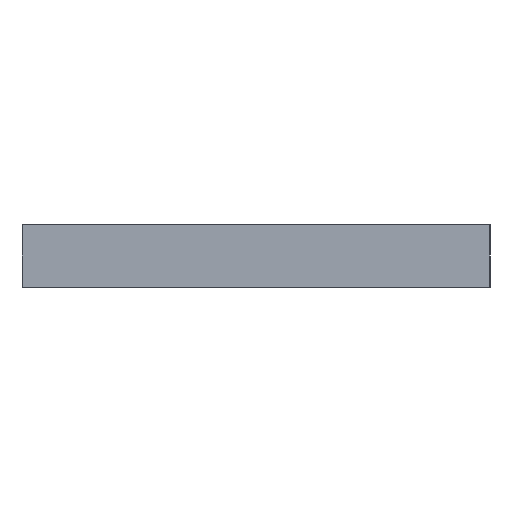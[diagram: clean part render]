
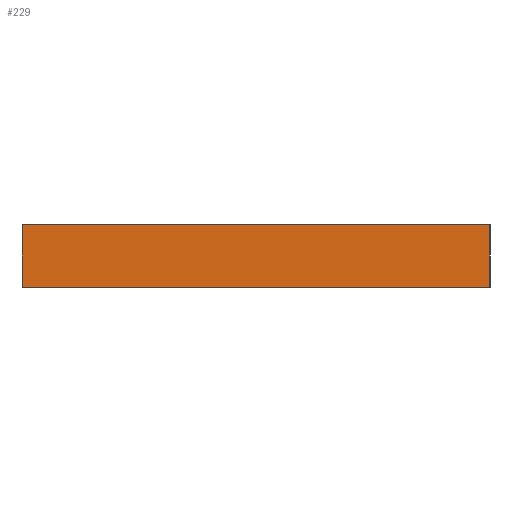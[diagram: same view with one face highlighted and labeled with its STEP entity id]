
A CAD part, left-side view. The second image highlights one B-rep face of the part: STEP entity #229.
In plain terms, the highlighted planar face has unit normal (-1, 0, 0).
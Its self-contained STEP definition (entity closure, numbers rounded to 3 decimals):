
#12 = CARTESIAN_POINT ( 'NONE',  ( -60., -45., 12. ) ) ;
#44 = VERTEX_POINT ( 'NONE', #859 ) ;
#63 = LINE ( 'NONE', #479, #910 ) ;
#76 = ORIENTED_EDGE ( 'NONE', *, *, #81, .T. ) ;
#81 = EDGE_CURVE ( 'NONE', #44, #540, #980, .T. ) ;
#164 = DIRECTION ( 'NONE',  ( 0., -1., 0. ) ) ;
#179 = CARTESIAN_POINT ( 'NONE',  ( -60., 45., 0. ) ) ;
#182 = CARTESIAN_POINT ( 'NONE',  ( -60., -45., 12. ) ) ;
#229 = ADVANCED_FACE ( 'NONE', ( #507 ), #566, .F. ) ;
#239 = VECTOR ( 'NONE', #584, 1000. ) ;
#270 = LINE ( 'NONE', #182, #239 ) ;
#287 = EDGE_CURVE ( 'NONE', #540, #877, #63, .T. ) ;
#307 = CARTESIAN_POINT ( 'NONE',  ( -60., 45., 12. ) ) ;
#346 = DIRECTION ( 'NONE',  ( 0., -1., 0. ) ) ;
#351 = VECTOR ( 'NONE', #346, 1000. ) ;
#462 = ORIENTED_EDGE ( 'NONE', *, *, #287, .T. ) ;
#479 = CARTESIAN_POINT ( 'NONE',  ( -60., -45., 0. ) ) ;
#482 = DIRECTION ( 'NONE',  ( 0., 0., -1. ) ) ;
#487 = CARTESIAN_POINT ( 'NONE',  ( -60., -45., 12. ) ) ;
#507 = FACE_OUTER_BOUND ( 'NONE', #916, .T. ) ;
#530 = VERTEX_POINT ( 'NONE', #487 ) ;
#531 = ORIENTED_EDGE ( 'NONE', *, *, #992, .F. ) ;
#540 = VERTEX_POINT ( 'NONE', #179 ) ;
#566 = PLANE ( 'NONE',  #846 ) ;
#573 = LINE ( 'NONE', #676, #351 ) ;
#584 = DIRECTION ( 'NONE',  ( 0., 0., -1. ) ) ;
#585 = VECTOR ( 'NONE', #482, 1000. ) ;
#649 = DIRECTION ( 'NONE',  ( 1., 0., 0. ) ) ;
#676 = CARTESIAN_POINT ( 'NONE',  ( -60., -45., 12. ) ) ;
#721 = DIRECTION ( 'NONE',  ( 0., 0., -1. ) ) ;
#846 = AXIS2_PLACEMENT_3D ( 'NONE', #12, #649, #721 ) ;
#859 = CARTESIAN_POINT ( 'NONE',  ( -60., 45., 12. ) ) ;
#877 = VERTEX_POINT ( 'NONE', #978 ) ;
#889 = EDGE_CURVE ( 'NONE', #530, #877, #270, .T. ) ;
#910 = VECTOR ( 'NONE', #164, 1000. ) ;
#916 = EDGE_LOOP ( 'NONE', ( #462, #1020, #531, #76 ) ) ;
#978 = CARTESIAN_POINT ( 'NONE',  ( -60., -45., 0. ) ) ;
#980 = LINE ( 'NONE', #307, #585 ) ;
#992 = EDGE_CURVE ( 'NONE', #44, #530, #573, .T. ) ;
#1020 = ORIENTED_EDGE ( 'NONE', *, *, #889, .F. ) ;
